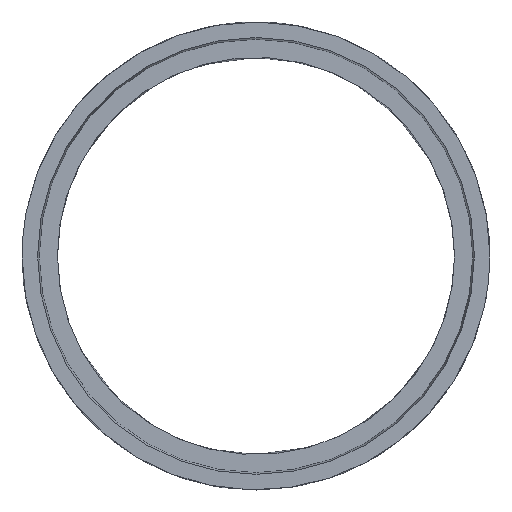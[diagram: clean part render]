
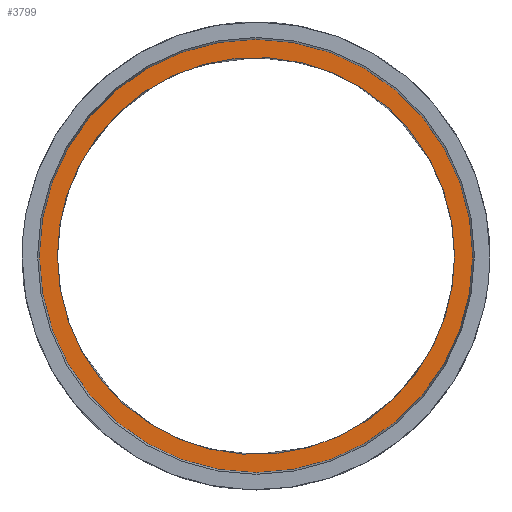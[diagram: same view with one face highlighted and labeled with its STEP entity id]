
A CAD part, top view. The second image highlights one B-rep face of the part: STEP entity #3799.
In plain terms, the highlighted planar face has unit normal (0, 0, 1).
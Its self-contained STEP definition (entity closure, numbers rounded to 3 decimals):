
#59 = CARTESIAN_POINT ( 'NONE',  ( -536.783, 311.745, 250. ) ) ;
#740 = CIRCLE ( 'NONE', #1076, 655. ) ;
#1042 = CARTESIAN_POINT ( 'NONE',  ( -311.745, -536.783, 250. ) ) ;
#1059 = EDGE_LOOP ( 'NONE', ( #3022, #19485 ) ) ;
#1076 = AXIS2_PLACEMENT_3D ( 'NONE', #17712, #21240, #11023 ) ;
#1251 = CARTESIAN_POINT ( 'NONE',  ( 600., 0., 250. ) ) ;
#1359 = CARTESIAN_POINT ( 'NONE',  ( 598.272, 47.534, 250. ) ) ;
#1360 = CARTESIAN_POINT ( 'NONE',  ( 600., 0., 250. ) ) ;
#1588 = CARTESIAN_POINT ( 'NONE',  ( 0., 0., 250. ) ) ;
#2001 = CARTESIAN_POINT ( 'NONE',  ( -600., 0., 250. ) ) ;
#2542 = CARTESIAN_POINT ( 'NONE',  ( 514.279, -334.249, 250. ) ) ;
#2863 = CARTESIAN_POINT ( 'NONE',  ( 598.272, -47.534, 250. ) ) ;
#2865 = CARTESIAN_POINT ( 'NONE',  ( 576.395, 211.339, 250. ) ) ;
#2966 = CARTESIAN_POINT ( 'NONE',  ( 600., -7.956, 250. ) ) ;
#2968 = CARTESIAN_POINT ( 'NONE',  ( 159.125, 600., 250. ) ) ;
#2995 = CARTESIAN_POINT ( 'NONE',  ( -655., 0., 250. ) ) ;
#3022 = ORIENTED_EDGE ( 'NONE', *, *, #4987, .F. ) ;
#3684 = EDGE_CURVE ( 'NONE', #7192, #19698, #12606, .T. ) ;
#3799 = ADVANCED_FACE ( 'NONE', ( #20841, #4381 ), #10936, .F. ) ;
#4165 = CARTESIAN_POINT ( 'NONE',  ( -600., -159.125, 250. ) ) ;
#4381 = FACE_BOUND ( 'NONE', #1059, .T. ) ;
#4486 = CARTESIAN_POINT ( 'NONE',  ( -600., 0., 250. ) ) ;
#4488 = CARTESIAN_POINT ( 'NONE',  ( 600., 0., 250. ) ) ;
#4614 = DIRECTION ( 'NONE',  ( 1., 0., 0. ) ) ;
#4987 = EDGE_CURVE ( 'NONE', #19698, #7192, #10753, .T. ) ;
#5211 = CARTESIAN_POINT ( 'NONE',  ( -600., 159.125, 250. ) ) ;
#5426 = EDGE_CURVE ( 'NONE', #9157, #19184, #21018, .T. ) ;
#5987 = CARTESIAN_POINT ( 'NONE',  ( -536.783, -311.745, 250. ) ) ;
#6358 = ORIENTED_EDGE ( 'NONE', *, *, #13020, .T. ) ;
#7192 = VERTEX_POINT ( 'NONE', #2001 ) ;
#7610 = CARTESIAN_POINT ( 'NONE',  ( 159.125, -600., 250. ) ) ;
#7817 = DIRECTION ( 'NONE',  ( 0., 0., -1. ) ) ;
#7848 = ORIENTED_EDGE ( 'NONE', *, *, #5426, .T. ) ;
#7921 = CARTESIAN_POINT ( 'NONE',  ( 311.745, -536.783, 250. ) ) ;
#8243 = CARTESIAN_POINT ( 'NONE',  ( -311.745, 536.783, 250. ) ) ;
#8990 = AXIS2_PLACEMENT_3D ( 'NONE', #1251, #7817, #17519 ) ;
#9157 = VERTEX_POINT ( 'NONE', #2995 ) ;
#9437 = CARTESIAN_POINT ( 'NONE',  ( 599.684, 23.836, 250. ) ) ;
#9538 = CARTESIAN_POINT ( 'NONE',  ( -159.125, 600., 250. ) ) ;
#10753 = B_SPLINE_CURVE_WITH_KNOTS ( 'NONE', 3,
 ( #4488, #17626, #9437, #1359, #16011, #2865, #11148, #17731, #2968, #9538, #8243, #59, #5211, #11784 ),
 .UNSPECIFIED., .F., .F.,
 ( 4, 1, 1, 1, 1, 2, 2, 2, 4 ),
 ( 0., 0.023, 0.047, 0.07, 0.094, 0.469, 0.938, 1.407, 1.876 ),
 .UNSPECIFIED. ) ;
#10936 = PLANE ( 'NONE',  #8990 ) ;
#11023 = DIRECTION ( 'NONE',  ( 1., 0., 0. ) ) ;
#11148 = CARTESIAN_POINT ( 'NONE',  ( 514.279, 334.249, 250. ) ) ;
#11784 = CARTESIAN_POINT ( 'NONE',  ( -600., 0., 250. ) ) ;
#12092 = EDGE_LOOP ( 'NONE', ( #6358, #7848 ) ) ;
#12606 = B_SPLINE_CURVE_WITH_KNOTS ( 'NONE', 3,
 ( #4486, #4165, #5987, #1042, #15798, #7610, #7921, #2542, #17729, #17624, #2863, #14191, #2966, #20736 ),
 .UNSPECIFIED., .F., .F.,
 ( 4, 2, 2, 2, 1, 1, 1, 1, 4 ),
 ( 1.876, 2.345, 2.814, 3.282, 3.658, 3.681, 3.704, 3.728, 3.751 ),
 .UNSPECIFIED. ) ;
#13020 = EDGE_CURVE ( 'NONE', #19184, #9157, #740, .T. ) ;
#13694 = CARTESIAN_POINT ( 'NONE',  ( 655., 0., 250. ) ) ;
#14191 = CARTESIAN_POINT ( 'NONE',  ( 599.684, -23.836, 250. ) ) ;
#14504 = AXIS2_PLACEMENT_3D ( 'NONE', #1588, #19353, #4614 ) ;
#15798 = CARTESIAN_POINT ( 'NONE',  ( -159.125, -600., 250. ) ) ;
#16011 = CARTESIAN_POINT ( 'NONE',  ( 595.933, 71.083, 250. ) ) ;
#17519 = DIRECTION ( 'NONE',  ( -1., 0., 0. ) ) ;
#17624 = CARTESIAN_POINT ( 'NONE',  ( 595.933, -71.083, 250. ) ) ;
#17626 = CARTESIAN_POINT ( 'NONE',  ( 600., 7.956, 250. ) ) ;
#17712 = CARTESIAN_POINT ( 'NONE',  ( 0., 0., 250. ) ) ;
#17729 = CARTESIAN_POINT ( 'NONE',  ( 576.395, -211.339, 250. ) ) ;
#17731 = CARTESIAN_POINT ( 'NONE',  ( 311.745, 536.783, 250. ) ) ;
#19184 = VERTEX_POINT ( 'NONE', #13694 ) ;
#19353 = DIRECTION ( 'NONE',  ( 0., 0., 1. ) ) ;
#19485 = ORIENTED_EDGE ( 'NONE', *, *, #3684, .F. ) ;
#19698 = VERTEX_POINT ( 'NONE', #1360 ) ;
#20736 = CARTESIAN_POINT ( 'NONE',  ( 600., 0., 250. ) ) ;
#20841 = FACE_OUTER_BOUND ( 'NONE', #12092, .T. ) ;
#21018 = CIRCLE ( 'NONE', #14504, 655. ) ;
#21240 = DIRECTION ( 'NONE',  ( 0., 0., 1. ) ) ;
